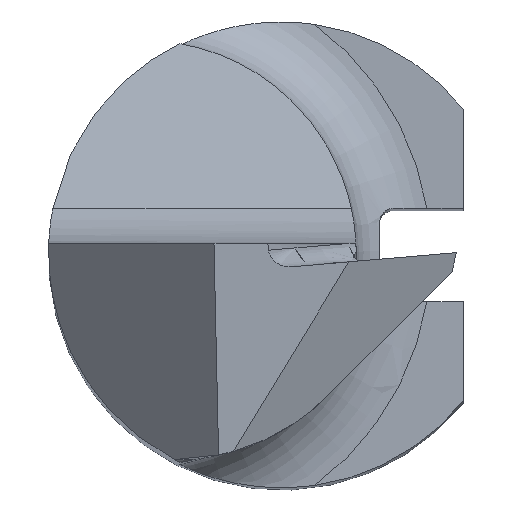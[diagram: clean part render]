
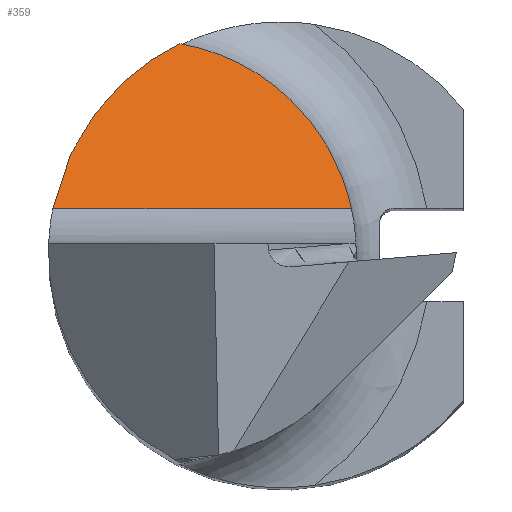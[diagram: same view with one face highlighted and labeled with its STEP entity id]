
A CAD part, top view. The second image highlights one B-rep face of the part: STEP entity #359.
In plain terms, the highlighted planar face has unit normal (0, 0.766, 0.643).
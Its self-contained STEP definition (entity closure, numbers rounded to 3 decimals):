
#88 = VECTOR ( 'NONE', #823, 1000. ) ;
#109 = EDGE_CURVE ( 'NONE', #770, #134, #1018, .T. ) ;
#123 = DIRECTION ( 'NONE',  ( 0., -0.766, -0.643 ) ) ;
#134 = VERTEX_POINT ( 'NONE', #1218 ) ;
#153 = AXIS2_PLACEMENT_3D ( 'NONE', #306, #123, #705 ) ;
#160 = CARTESIAN_POINT ( 'NONE',  ( -1.813, 1.9, 24.917 ) ) ;
#244 = CARTESIAN_POINT ( 'NONE',  ( 0.75, 0.474, 26.616 ) ) ;
#306 = CARTESIAN_POINT ( 'NONE',  ( -2.5, 2.25, 24.5 ) ) ;
#319 = FACE_OUTER_BOUND ( 'NONE', #1060, .T. ) ;
#323 = CARTESIAN_POINT ( 'NONE',  ( -2.455, 0.474, 26.616 ) ) ;
#359 = ADVANCED_FACE ( 'NONE', ( #319 ), #996, .F. ) ;
#379 = CARTESIAN_POINT ( 'NONE',  ( 0.75, 0.474, 26.616 ) ) ;
#409 = CARTESIAN_POINT ( 'NONE',  ( 0.55, 1.416, 25.494 ) ) ;
#433 = LINE ( 'NONE', #1146, #88 ) ;
#457 = ORIENTED_EDGE ( 'NONE', *, *, #1216, .F. ) ;
#465 = ORIENTED_EDGE ( 'NONE', *, *, #109, .F. ) ;
#560 = CARTESIAN_POINT ( 'NONE',  ( -2.302, 1.263, 25.676 ) ) ;
#699 = EDGE_CURVE ( 'NONE', #770, #1075, #433, .T. ) ;
#705 = DIRECTION ( 'NONE',  ( 0., 0.643, -0.766 ) ) ;
#770 = VERTEX_POINT ( 'NONE', #323 ) ;
#823 = DIRECTION ( 'NONE',  ( 1., 0., 0. ) ) ;
#942 = CARTESIAN_POINT ( 'NONE',  ( -1.09, 2.25, 24.5 ) ) ;
#996 = PLANE ( 'NONE',  #153 ) ;
#999 = CARTESIAN_POINT ( 'NONE',  ( -0.142, 2.084, 24.698 ) ) ;
#1018 =( BOUNDED_CURVE ( )  B_SPLINE_CURVE ( 3, ( #1118, #560, #160, #942 ),
 .UNSPECIFIED., .F., .F. ) 
 B_SPLINE_CURVE_WITH_KNOTS ( ( 4, 4 ),
 ( 4.903, 5.832 ),
 .UNSPECIFIED. ) 
 CURVE ( )  GEOMETRIC_REPRESENTATION_ITEM ( )  RATIONAL_B_SPLINE_CURVE ( ( 1., 0.929, 0.929, 1. ) ) 
 REPRESENTATION_ITEM ( '' )  );
#1060 = EDGE_LOOP ( 'NONE', ( #1150, #457, #465 ) ) ;
#1075 = VERTEX_POINT ( 'NONE', #379 ) ;
#1103 = CARTESIAN_POINT ( 'NONE',  ( -1.09, 2.25, 24.5 ) ) ;
#1118 = CARTESIAN_POINT ( 'NONE',  ( -2.455, 0.474, 26.616 ) ) ;
#1146 = CARTESIAN_POINT ( 'NONE',  ( -2.5, 0.474, 26.616 ) ) ;
#1150 = ORIENTED_EDGE ( 'NONE', *, *, #699, .T. ) ;
#1216 = EDGE_CURVE ( 'NONE', #134, #1075, #1239, .T. ) ;
#1218 = CARTESIAN_POINT ( 'NONE',  ( -1.09, 2.25, 24.5 ) ) ;
#1239 =( BOUNDED_CURVE ( )  B_SPLINE_CURVE ( 3, ( #1103, #999, #409, #244 ),
 .UNSPECIFIED., .F., .F. ) 
 B_SPLINE_CURVE_WITH_KNOTS ( ( 4, 4 ),
 ( 0.174, 1.362 ),
 .UNSPECIFIED. ) 
 CURVE ( )  GEOMETRIC_REPRESENTATION_ITEM ( )  RATIONAL_B_SPLINE_CURVE ( ( 1., 0.886, 0.886, 1. ) ) 
 REPRESENTATION_ITEM ( '' )  );
